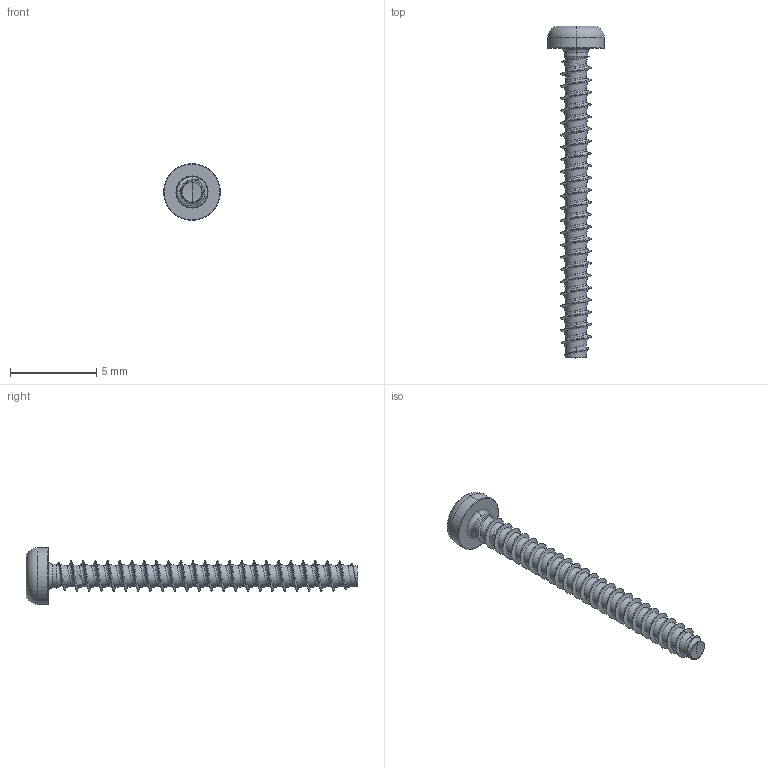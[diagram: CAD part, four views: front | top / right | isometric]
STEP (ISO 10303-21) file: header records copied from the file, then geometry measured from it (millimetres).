
FILE_DESCRIPTION (( 'STEP AP203' ), '1' );
FILE_NAME ('STP390180180.STEP', '2017-08-15T19:06:27', ( '' ), ( '' ), 'SwSTEP 2.0', 'SolidWorks 2015', '' );
FILE_SCHEMA (( 'CONFIG_CONTROL_DESIGN' ));
Products named in the file (1): STP390180180
Bounding box: 3.3 x 19.3 x 3.3 mm (x, y, z)
Volume: 34.1 mm3; surface area: 148.2 mm2
Topology: 1 solids, 1 shells, 133 faces, 345 edges, 214 vertices
Faces by surface type: cylinder 75, bspline 35, cone 11, torus 6, sphere 4, plane 2
Entity records: 32092 total; most frequent: CARTESIAN_POINT 29297, ORIENTED_EDGE 686, DIRECTION 414, EDGE_CURVE 343, VERTEX_POINT 214, AXIS2_PLACEMENT_3D 162, B_SPLINE_CURVE_WITH_KNOTS 141, EDGE_LOOP 135
